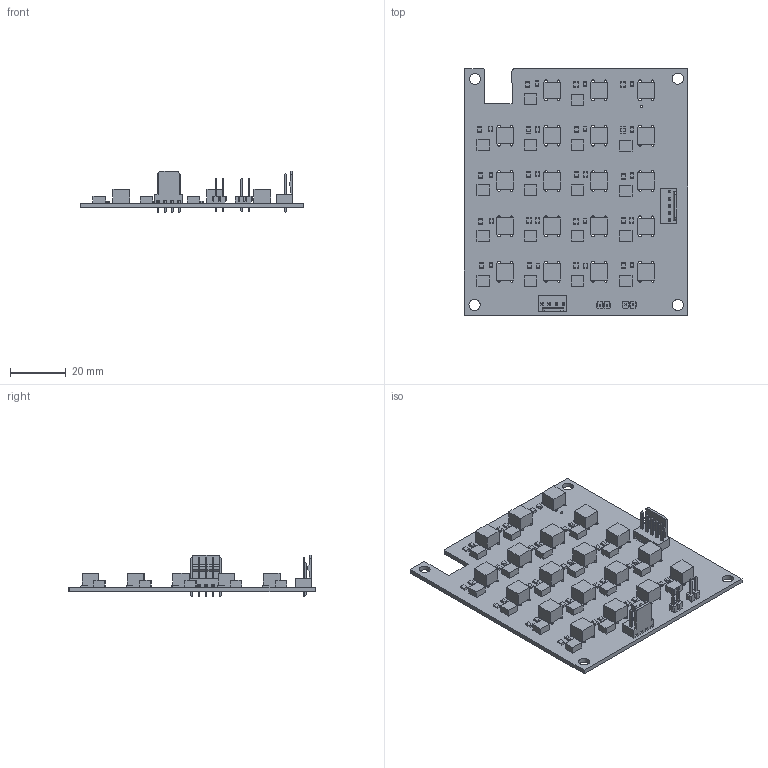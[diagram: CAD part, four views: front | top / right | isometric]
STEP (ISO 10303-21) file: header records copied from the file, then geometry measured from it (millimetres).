
FILE_DESCRIPTION(('Open CASCADE Model'),'2;1');
FILE_NAME('Open CASCADE Shape Model','2023-06-12T10:50:30',('Author'),( 'Open CASCADE'),'Open CASCADE STEP processor 7.5','Open CASCADE 7.5' ,'Unknown');
FILE_SCHEMA(('AUTOMOTIVE_DESIGN { 1 0 10303 214 1 1 1 1 }'));
Length unit declared in the file: millimetre
Products named in the file (105): PCB; Board; Open CASCADE STEP translator 7.5 1.1.1; SW16; 6088989888; Extruded; SW12; SW8; SW4; SW17; SW13; SW9; SW5; SW1; SW18; SW14; SW10; SW6; SW2; SW19; SW15; SW11; SW7; SW3; R17; 6088989728; 6088989568; R14; R10; R5; R18; R12; R8; R6; R1; R19; R15; R9; R4; R2 ...
Assembly tree (239 placements, depth 5):
  PCB
    Board
      Open CASCADE STEP translator 7.5 1.1.1
    SW16
      6088989888
        Extruded
    SW12
      6088989888
        Extruded
    SW8
      6088989888
        Extruded
    SW4
      6088989888
        Extruded
    SW17
      6088989888
        Extruded
    SW13
      6088989888
        Extruded
    SW9
      6088989888
        Extruded
    SW5
      6088989888
        Extruded
    SW1
      6088989888
        Extruded
    SW18
      6088989888
        Extruded
    SW14
      6088989888
        Extruded
    SW10
      6088989888
        Extruded
    SW6
      6088989888
        Extruded
    SW2
      6088989888
        Extruded
    SW19
      6088989888
        Extruded
    SW15
      6088989888
        Extruded
    SW11
      6088989888
        Extruded
    SW7
      6088989888
        Extruded
    SW3
      6088989888
        Extruded
Bounding box: 80.26 x 88.53 x 14.9 mm (x, y, z)
Volume: 15843.2 mm3; surface area: 22024.8 mm2
Topology: 166 solids, 166 shells, 1606 faces, 3604 edges, 2348 vertices
Faces by surface type: plane 1481, cylinder 125
Full cylindrical faces by diameter (mm): 0.762 x1, 0.99 x76, 1 x9, 1.02 x4, 4 x4
Entity records: 22093 total; most frequent: DIRECTION 3269, CARTESIAN_POINT 3174, ORIENTED_EDGE 2874, EDGE_CURVE 1437, LINE 1211, VECTOR 1211, AXIS2_PLACEMENT_3D 1029, VERTEX_POINT 934
